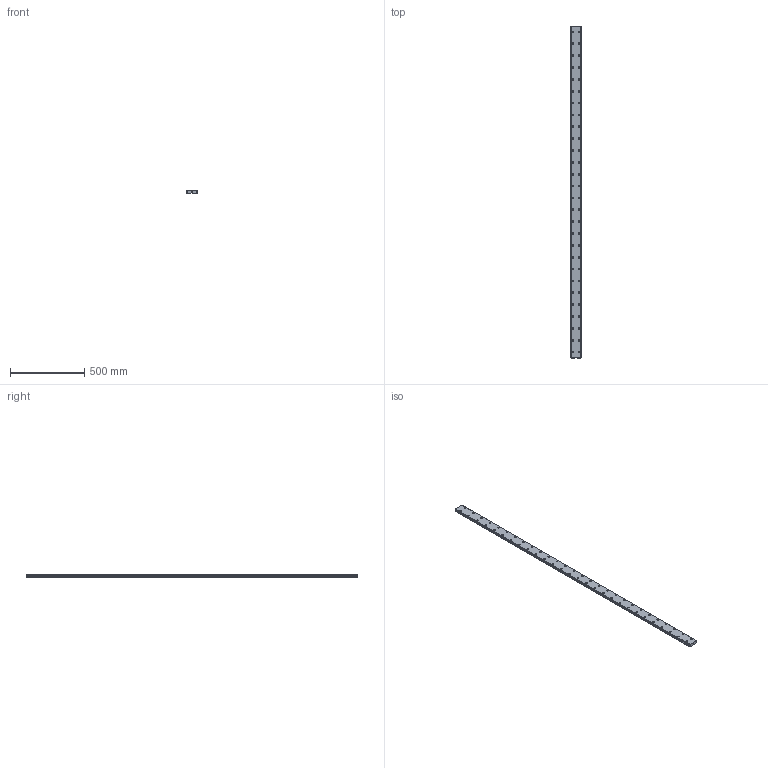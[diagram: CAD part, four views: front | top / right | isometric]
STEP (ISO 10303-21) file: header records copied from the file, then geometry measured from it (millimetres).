
FILE_DESCRIPTION(('STEP AP214'),'1');
FILE_NAME('cctmp_E66CCD65-1326-49AB-BA57-E7B1677AAB9E_2021_03_09_10_10_11_0995..stp','2021-03-09T09:10:12',('HIWIN GmbH'),('CADClick - www.CADClick.com'),'Spatial InterOp 3D',' ','unknown authorization');
FILE_SCHEMA(('AUTOMOTIVE_DESIGN'));
Length unit declared in the file: millimetre
Products named in the file (1): WER35R2240H_FILE
Bounding box: 69 x 2240 x 19 mm (x, y, z)
Volume: 2703109.3 mm3; surface area: 437097 mm2
Topology: 1 solids, 1 shells, 607 faces, 1299 edges, 866 vertices
Faces by surface type: cylinder 354, plane 253
Entity records: 21621 total; most frequent: DIRECTION 3223, CARTESIAN_POINT 2773, ORIENTED_EDGE 2598, AXIS2_PLACEMENT_3D 1316, EDGE_CURVE 1299, VERTEX_POINT 866, EDGE_LOOP 779, CIRCLE 708
